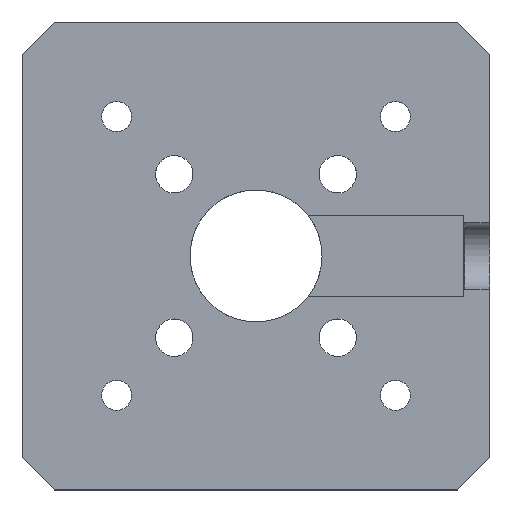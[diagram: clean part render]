
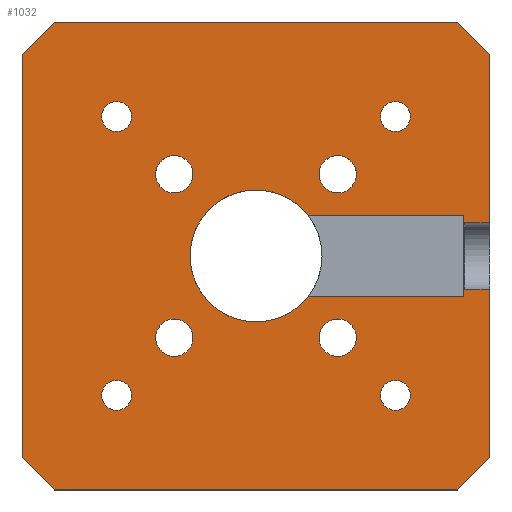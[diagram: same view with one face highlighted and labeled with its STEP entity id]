
A CAD part, top view. The second image highlights one B-rep face of the part: STEP entity #1032.
In plain terms, the highlighted planar face has unit normal (0, 0, 1).
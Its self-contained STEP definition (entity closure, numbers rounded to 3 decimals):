
#27=FACE_BOUND('',#131,.T.);
#28=FACE_BOUND('',#132,.T.);
#29=FACE_BOUND('',#133,.T.);
#30=FACE_BOUND('',#134,.T.);
#31=FACE_BOUND('',#135,.T.);
#32=FACE_BOUND('',#136,.T.);
#33=FACE_BOUND('',#137,.T.);
#34=FACE_BOUND('',#138,.T.);
#51=CIRCLE('',#1113,9.);
#52=CIRCLE('',#1114,2.55);
#53=CIRCLE('',#1115,2.05);
#54=CIRCLE('',#1116,2.55);
#55=CIRCLE('',#1117,2.05);
#56=CIRCLE('',#1118,2.05);
#57=CIRCLE('',#1119,2.05);
#58=CIRCLE('',#1120,2.55);
#59=CIRCLE('',#1121,2.55);
#76=FACE_OUTER_BOUND('',#130,.T.);
#130=EDGE_LOOP('',(#711,#712,#713,#714,#715,#716,#717,#718,#719,#720,#721,
#722,#723,#724,#725,#726,#727,#728,#729,#730));
#131=EDGE_LOOP('',(#731));
#132=EDGE_LOOP('',(#732));
#133=EDGE_LOOP('',(#733));
#134=EDGE_LOOP('',(#734));
#135=EDGE_LOOP('',(#735));
#136=EDGE_LOOP('',(#736));
#137=EDGE_LOOP('',(#737));
#138=EDGE_LOOP('',(#738));
#201=LINE('',#1468,#324);
#208=LINE('',#1482,#331);
#210=LINE('',#1490,#333);
#211=LINE('',#1493,#334);
#212=LINE('',#1497,#335);
#213=LINE('',#1499,#336);
#214=LINE('',#1501,#337);
#215=LINE('',#1503,#338);
#216=LINE('',#1505,#339);
#217=LINE('',#1507,#340);
#218=LINE('',#1509,#341);
#219=LINE('',#1511,#342);
#220=LINE('',#1513,#343);
#221=LINE('',#1515,#344);
#222=LINE('',#1517,#345);
#223=LINE('',#1519,#346);
#224=LINE('',#1521,#347);
#225=LINE('',#1523,#348);
#226=LINE('',#1524,#349);
#324=VECTOR('',#1187,10.);
#331=VECTOR('',#1196,10.);
#333=VECTOR('',#1206,10.);
#334=VECTOR('',#1209,10.);
#335=VECTOR('',#1214,10.);
#336=VECTOR('',#1215,10.);
#337=VECTOR('',#1216,10.);
#338=VECTOR('',#1217,10.);
#339=VECTOR('',#1218,10.);
#340=VECTOR('',#1219,10.);
#341=VECTOR('',#1220,10.);
#342=VECTOR('',#1221,10.);
#343=VECTOR('',#1222,10.);
#344=VECTOR('',#1223,10.);
#345=VECTOR('',#1224,10.);
#346=VECTOR('',#1225,10.);
#347=VECTOR('',#1226,10.);
#348=VECTOR('',#1227,10.);
#349=VECTOR('',#1228,10.);
#447=VERTEX_POINT('',#1466);
#448=VERTEX_POINT('',#1467);
#452=VERTEX_POINT('',#1476);
#454=VERTEX_POINT('',#1480);
#456=VERTEX_POINT('',#1489);
#457=VERTEX_POINT('',#1491);
#458=VERTEX_POINT('',#1496);
#459=VERTEX_POINT('',#1498);
#460=VERTEX_POINT('',#1500);
#461=VERTEX_POINT('',#1502);
#462=VERTEX_POINT('',#1504);
#463=VERTEX_POINT('',#1506);
#464=VERTEX_POINT('',#1508);
#465=VERTEX_POINT('',#1510);
#466=VERTEX_POINT('',#1512);
#467=VERTEX_POINT('',#1514);
#468=VERTEX_POINT('',#1516);
#469=VERTEX_POINT('',#1518);
#470=VERTEX_POINT('',#1520);
#471=VERTEX_POINT('',#1522);
#472=VERTEX_POINT('',#1525);
#473=VERTEX_POINT('',#1527);
#474=VERTEX_POINT('',#1529);
#475=VERTEX_POINT('',#1531);
#476=VERTEX_POINT('',#1533);
#477=VERTEX_POINT('',#1535);
#478=VERTEX_POINT('',#1537);
#479=VERTEX_POINT('',#1539);
#545=EDGE_CURVE('',#447,#448,#201,.T.);
#552=EDGE_CURVE('',#452,#454,#208,.T.);
#556=EDGE_CURVE('',#452,#456,#210,.T.);
#558=EDGE_CURVE('',#457,#448,#211,.T.);
#559=EDGE_CURVE('',#454,#447,#51,.T.);
#560=EDGE_CURVE('',#458,#457,#212,.T.);
#561=EDGE_CURVE('',#459,#458,#213,.T.);
#562=EDGE_CURVE('',#460,#459,#214,.T.);
#563=EDGE_CURVE('',#461,#460,#215,.T.);
#564=EDGE_CURVE('',#461,#462,#216,.T.);
#565=EDGE_CURVE('',#462,#463,#217,.T.);
#566=EDGE_CURVE('',#463,#464,#218,.T.);
#567=EDGE_CURVE('',#464,#465,#219,.T.);
#568=EDGE_CURVE('',#465,#466,#220,.T.);
#569=EDGE_CURVE('',#466,#467,#221,.T.);
#570=EDGE_CURVE('',#467,#468,#222,.T.);
#571=EDGE_CURVE('',#469,#468,#223,.T.);
#572=EDGE_CURVE('',#470,#469,#224,.T.);
#573=EDGE_CURVE('',#470,#471,#225,.T.);
#574=EDGE_CURVE('',#456,#471,#226,.T.);
#575=EDGE_CURVE('',#472,#472,#52,.T.);
#576=EDGE_CURVE('',#473,#473,#53,.T.);
#577=EDGE_CURVE('',#474,#474,#54,.T.);
#578=EDGE_CURVE('',#475,#475,#55,.T.);
#579=EDGE_CURVE('',#476,#476,#56,.T.);
#580=EDGE_CURVE('',#477,#477,#57,.T.);
#581=EDGE_CURVE('',#478,#478,#58,.T.);
#582=EDGE_CURVE('',#479,#479,#59,.T.);
#711=ORIENTED_EDGE('',*,*,#559,.T.);
#712=ORIENTED_EDGE('',*,*,#545,.T.);
#713=ORIENTED_EDGE('',*,*,#558,.F.);
#714=ORIENTED_EDGE('',*,*,#560,.F.);
#715=ORIENTED_EDGE('',*,*,#561,.F.);
#716=ORIENTED_EDGE('',*,*,#562,.F.);
#717=ORIENTED_EDGE('',*,*,#563,.F.);
#718=ORIENTED_EDGE('',*,*,#564,.T.);
#719=ORIENTED_EDGE('',*,*,#565,.T.);
#720=ORIENTED_EDGE('',*,*,#566,.T.);
#721=ORIENTED_EDGE('',*,*,#567,.T.);
#722=ORIENTED_EDGE('',*,*,#568,.T.);
#723=ORIENTED_EDGE('',*,*,#569,.T.);
#724=ORIENTED_EDGE('',*,*,#570,.T.);
#725=ORIENTED_EDGE('',*,*,#571,.F.);
#726=ORIENTED_EDGE('',*,*,#572,.F.);
#727=ORIENTED_EDGE('',*,*,#573,.T.);
#728=ORIENTED_EDGE('',*,*,#574,.F.);
#729=ORIENTED_EDGE('',*,*,#556,.F.);
#730=ORIENTED_EDGE('',*,*,#552,.T.);
#731=ORIENTED_EDGE('',*,*,#575,.T.);
#732=ORIENTED_EDGE('',*,*,#576,.T.);
#733=ORIENTED_EDGE('',*,*,#577,.T.);
#734=ORIENTED_EDGE('',*,*,#578,.T.);
#735=ORIENTED_EDGE('',*,*,#579,.T.);
#736=ORIENTED_EDGE('',*,*,#580,.T.);
#737=ORIENTED_EDGE('',*,*,#581,.T.);
#738=ORIENTED_EDGE('',*,*,#582,.T.);
#990=PLANE('',#1112);
#1032=ADVANCED_FACE('',(#76,#27,#28,#29,#30,#31,#32,#33,#34),#990,.T.);
#1112=AXIS2_PLACEMENT_3D('',#1494,#1210,#1211);
#1113=AXIS2_PLACEMENT_3D('',#1495,#1212,#1213);
#1114=AXIS2_PLACEMENT_3D('',#1526,#1229,#1230);
#1115=AXIS2_PLACEMENT_3D('',#1528,#1231,#1232);
#1116=AXIS2_PLACEMENT_3D('',#1530,#1233,#1234);
#1117=AXIS2_PLACEMENT_3D('',#1532,#1235,#1236);
#1118=AXIS2_PLACEMENT_3D('',#1534,#1237,#1238);
#1119=AXIS2_PLACEMENT_3D('',#1536,#1239,#1240);
#1120=AXIS2_PLACEMENT_3D('',#1538,#1241,#1242);
#1121=AXIS2_PLACEMENT_3D('',#1540,#1243,#1244);
#1187=DIRECTION('',(1.,0.,0.));
#1196=DIRECTION('',(-1.,0.,0.));
#1206=DIRECTION('',(0.,1.,0.));
#1209=DIRECTION('',(0.,1.,0.));
#1210=DIRECTION('center_axis',(0.,0.,1.));
#1211=DIRECTION('ref_axis',(1.,0.,0.));
#1212=DIRECTION('center_axis',(0.,0.,-1.));
#1213=DIRECTION('ref_axis',(-1.,0.,0.));
#1214=DIRECTION('',(-0.707,0.707,0.));
#1215=DIRECTION('',(-1.,0.,0.));
#1216=DIRECTION('',(-0.707,-0.707,0.));
#1217=DIRECTION('',(0.,-1.,0.));
#1218=DIRECTION('',(-0.707,0.707,0.));
#1219=DIRECTION('',(-1.,0.,0.));
#1220=DIRECTION('',(-0.707,-0.707,0.));
#1221=DIRECTION('',(0.,-1.,0.));
#1222=DIRECTION('',(0.707,-0.707,0.));
#1223=DIRECTION('',(1.,0.,0.));
#1224=DIRECTION('',(0.707,0.707,0.));
#1225=DIRECTION('',(0.,-1.,0.));
#1226=DIRECTION('',(0.707,-0.707,0.));
#1227=DIRECTION('',(-1.,0.,0.));
#1228=DIRECTION('',(0.707,0.707,0.));
#1229=DIRECTION('center_axis',(0.,0.,-1.));
#1230=DIRECTION('ref_axis',(1.,0.,0.));
#1231=DIRECTION('center_axis',(0.,0.,-1.));
#1232=DIRECTION('ref_axis',(1.,0.,0.));
#1233=DIRECTION('center_axis',(0.,0.,-1.));
#1234=DIRECTION('ref_axis',(1.,0.,0.));
#1235=DIRECTION('center_axis',(0.,0.,-1.));
#1236=DIRECTION('ref_axis',(1.,0.,0.));
#1237=DIRECTION('center_axis',(0.,0.,-1.));
#1238=DIRECTION('ref_axis',(1.,0.,0.));
#1239=DIRECTION('center_axis',(0.,0.,-1.));
#1240=DIRECTION('ref_axis',(1.,0.,0.));
#1241=DIRECTION('center_axis',(0.,0.,-1.));
#1242=DIRECTION('ref_axis',(1.,0.,0.));
#1243=DIRECTION('center_axis',(0.,0.,-1.));
#1244=DIRECTION('ref_axis',(1.,0.,0.));
#1466=CARTESIAN_POINT('',(7.124,5.5,7.5));
#1467=CARTESIAN_POINT('',(28.334,5.5,7.5));
#1468=CARTESIAN_POINT('',(7.124,5.5,7.5));
#1476=CARTESIAN_POINT('',(28.334,-5.5,7.5));
#1480=CARTESIAN_POINT('',(7.124,-5.5,7.5));
#1482=CARTESIAN_POINT('',(28.354,-5.5,7.5));
#1489=CARTESIAN_POINT('',(28.334,-4.65,7.5));
#1490=CARTESIAN_POINT('',(28.334,-4.55,7.5));
#1491=CARTESIAN_POINT('',(28.334,4.65,7.5));
#1493=CARTESIAN_POINT('',(28.334,6.3,7.5));
#1494=CARTESIAN_POINT('Origin',(0.,0.,7.5));
#1495=CARTESIAN_POINT('Origin',(0.,0.,7.5));
#1496=CARTESIAN_POINT('',(28.434,4.55,7.5));
#1497=CARTESIAN_POINT('',(28.384,4.6,7.5));
#1498=CARTESIAN_POINT('',(31.784,4.55,7.5));
#1499=CARTESIAN_POINT('',(31.884,4.55,7.5));
#1500=CARTESIAN_POINT('',(31.884,4.65,7.5));
#1501=CARTESIAN_POINT('',(31.834,4.6,7.5));
#1502=CARTESIAN_POINT('',(31.884,27.473,7.5));
#1503=CARTESIAN_POINT('',(31.884,32.5,7.5));
#1504=CARTESIAN_POINT('',(27.472,31.884,7.5));
#1505=CARTESIAN_POINT('',(27.472,31.884,7.5));
#1506=CARTESIAN_POINT('',(-27.472,31.884,7.5));
#1507=CARTESIAN_POINT('',(-3.149,31.884,7.5));
#1508=CARTESIAN_POINT('',(-31.884,27.472,7.5));
#1509=CARTESIAN_POINT('',(-31.884,27.472,7.5));
#1510=CARTESIAN_POINT('',(-31.884,-27.472,7.5));
#1511=CARTESIAN_POINT('',(-31.884,-3.149,7.5));
#1512=CARTESIAN_POINT('',(-27.472,-31.884,7.5));
#1513=CARTESIAN_POINT('',(-27.472,-31.884,7.5));
#1514=CARTESIAN_POINT('',(27.472,-31.884,7.5));
#1515=CARTESIAN_POINT('',(3.149,-31.884,7.5));
#1516=CARTESIAN_POINT('',(31.884,-27.473,7.5));
#1517=CARTESIAN_POINT('',(31.884,-27.473,7.5));
#1518=CARTESIAN_POINT('',(31.884,-4.65,7.5));
#1519=CARTESIAN_POINT('',(31.884,32.5,7.5));
#1520=CARTESIAN_POINT('',(31.784,-4.55,7.5));
#1521=CARTESIAN_POINT('',(31.834,-4.6,7.5));
#1522=CARTESIAN_POINT('',(28.434,-4.55,7.5));
#1523=CARTESIAN_POINT('',(31.884,-4.55,7.5));
#1524=CARTESIAN_POINT('',(28.384,-4.6,7.5));
#1525=CARTESIAN_POINT('',(8.587,11.137,7.5));
#1526=CARTESIAN_POINT('Origin',(11.137,11.137,7.5));
#1527=CARTESIAN_POINT('',(16.95,-19.,7.5));
#1528=CARTESIAN_POINT('Origin',(19.,-19.,7.5));
#1529=CARTESIAN_POINT('',(-13.687,-11.137,7.5));
#1530=CARTESIAN_POINT('Origin',(-11.137,-11.137,7.5));
#1531=CARTESIAN_POINT('',(-21.05,19.,7.5));
#1532=CARTESIAN_POINT('Origin',(-19.,19.,7.5));
#1533=CARTESIAN_POINT('',(16.95,19.,7.5));
#1534=CARTESIAN_POINT('Origin',(19.,19.,7.5));
#1535=CARTESIAN_POINT('',(-21.05,-19.,7.5));
#1536=CARTESIAN_POINT('Origin',(-19.,-19.,7.5));
#1537=CARTESIAN_POINT('',(-13.687,11.137,7.5));
#1538=CARTESIAN_POINT('Origin',(-11.137,11.137,7.5));
#1539=CARTESIAN_POINT('',(8.587,-11.137,7.5));
#1540=CARTESIAN_POINT('Origin',(11.137,-11.137,7.5));
